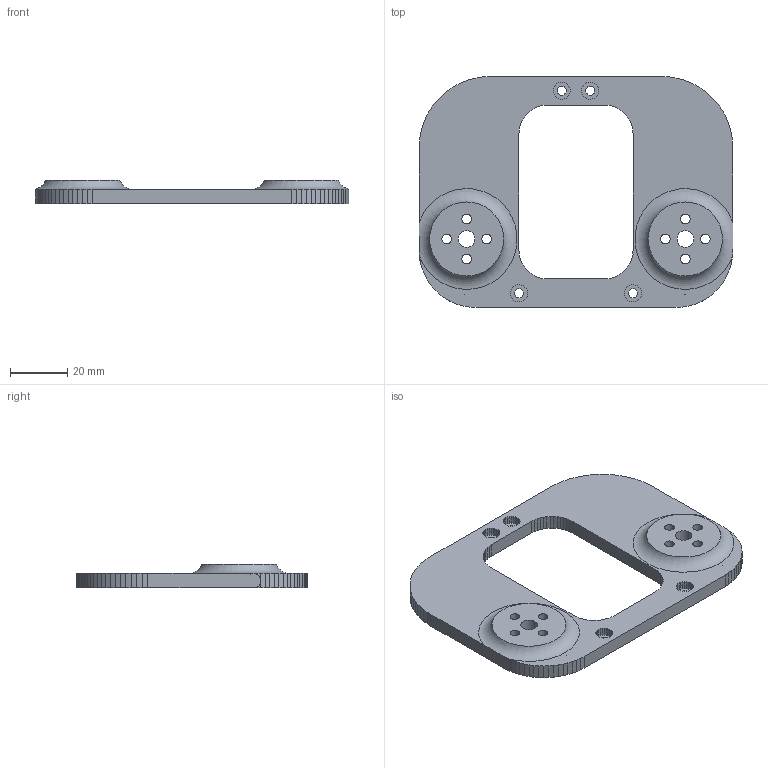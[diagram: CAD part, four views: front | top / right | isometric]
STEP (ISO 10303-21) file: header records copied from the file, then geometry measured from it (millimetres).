
FILE_DESCRIPTION(/* description */ (''),/* implementation_level */ '2;1');
FILE_NAME(/* name */ '5f1a61dbb9fe9c131d37a0a2',/* time_stamp */ '2020-07-24T04:21:47+00:00',/* author */ (''),/* organization */ (''),/* preprocessor_version */ 'ST-DEVELOPER v16.7',/* originating_system */ $,/* authorisation */ $);
FILE_SCHEMA (('AUTOMOTIVE_DESIGN {1 0 10303 214 3 1 1}'));
Length unit declared in the file: metre
Products named in the file (1): Outer_Shoulder_Plate
Bounding box: 110 x 81 x 8.2 mm (x, y, z)
Volume: 31229.1 mm3; surface area: 16121.9 mm2
Topology: 1 solids, 1 shells, 394 faces, 1158 edges, 774 vertices
Faces by surface type: plane 372, cylinder 20, torus 2
Full cylindrical faces by diameter (mm): 3.4 x8, 5.8 x2, 20.1 x2
Entity records: 12803 total; most frequent: CARTESIAN_POINT 2309, ORIENTED_EDGE 2264, DIRECTION 1969, EDGE_CURVE 1132, LINE 1073, VECTOR 1073, VERTEX_POINT 762, AXIS2_PLACEMENT_3D 448
